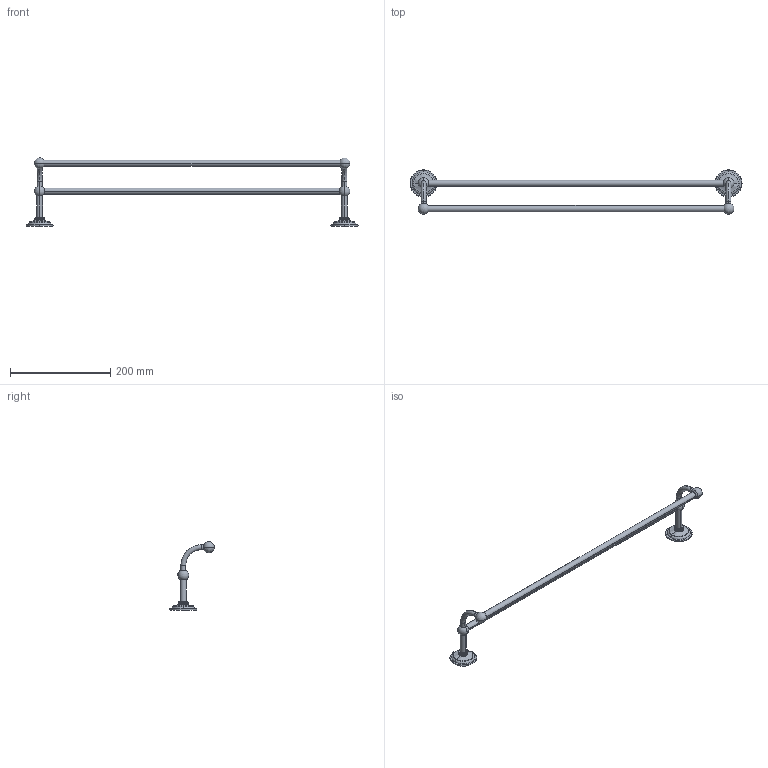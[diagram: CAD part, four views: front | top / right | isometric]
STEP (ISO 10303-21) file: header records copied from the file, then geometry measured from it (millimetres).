
FILE_DESCRIPTION((''),'2;1');
FILE_NAME('2622-24','2021-12-17T15:48:17',('jinson.thomas'),(''),'CREO PARAMETRIC BY PTC INC, 2018400','CREO PARAMETRIC BY PTC INC, 2018400','');
FILE_SCHEMA(('CONFIG_CONTROL_DESIGN'));
Length unit declared in the file: inch
Products named in the file (1): 2622-24
Bounding box: 663.6 x 88.77 x 136.8 mm (x, y, z)
Volume: 113717.1 mm3; surface area: 116640.2 mm2
Topology: 2 solids, 4 shells, 583 faces, 1012 edges, 441 vertices
Faces by surface type: plane 335, bspline 164, cylinder 54, sphere 12, torus 12, cone 6
Entity records: 17304 total; most frequent: CARTESIAN_POINT 7518, ORIENTED_EDGE 2004, DIRECTION 1982, EDGE_CURVE 1002, AXIS2_PLACEMENT_3D 881, EDGE_LOOP 599, FACE_OUTER_BOUND 583, ADVANCED_FACE 583
